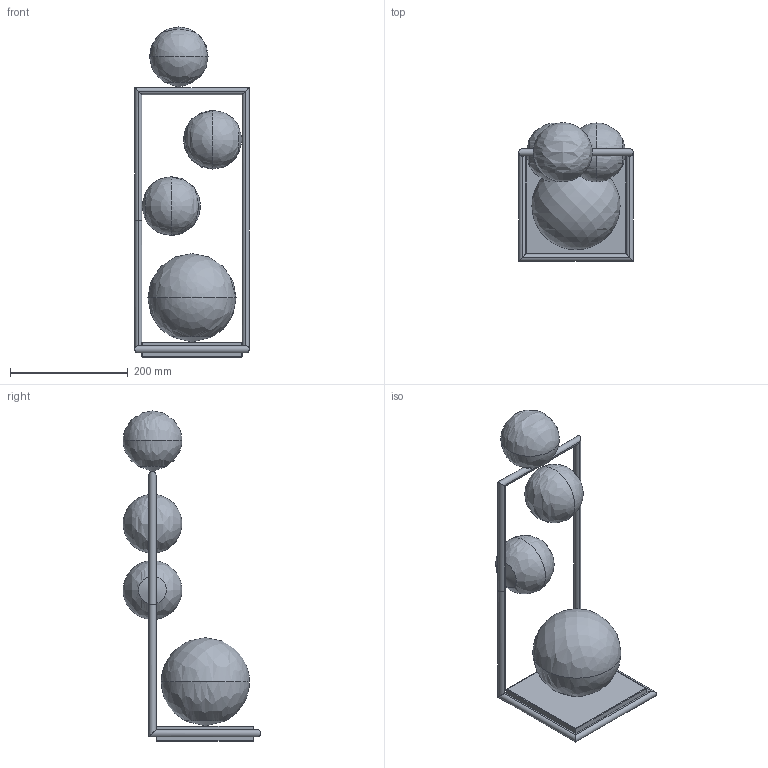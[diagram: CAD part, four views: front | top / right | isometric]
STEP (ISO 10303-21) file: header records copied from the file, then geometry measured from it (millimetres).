
FILE_DESCRIPTION(/* description */ (''),/* implementation_level */ '2;1');
FILE_NAME(/* name */ '1744.362_BUBBLE',/* time_stamp */ '2024-04-08T16:50:49+02:00',/* author */ (''),/* organization */ (''),/* preprocessor_version */ 'ST-DEVELOPER v16.5',/* originating_system */ 'Rhino 7.15',/* authorisation */ '');
FILE_SCHEMA (('CONFIG_CONTROL_DESIGN'));
Length unit declared in the file: millimetre
Products named in the file (1): Document
Bounding box: 194.85 x 234.41 x 561.49 mm (x, y, z)
Volume: 906872.6 mm3; surface area: 299972.5 mm2
Topology: 2 solids, 10 shells, 52 faces, 129 edges, 67 vertices
Faces by surface type: bspline 20, plane 18, cylinder 14
Entity records: 2311 total; most frequent: CARTESIAN_POINT 1471, ORIENTED_EDGE 200, EDGE_CURVE 104, B_SPLINE_CURVE_WITH_KNOTS 81, VERTEX_POINT 66, EDGE_LOOP 56, ADVANCED_FACE 52, FACE_OUTER_BOUND 52
